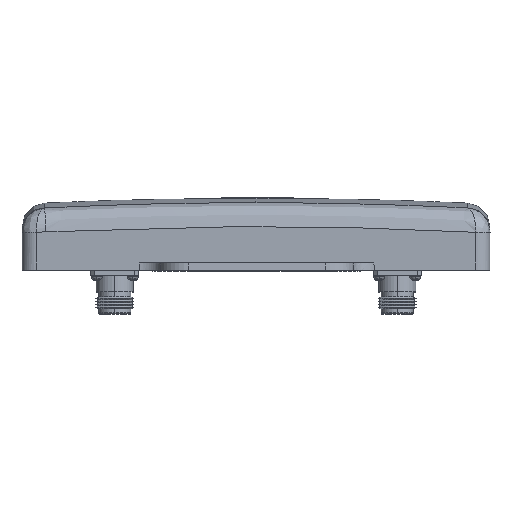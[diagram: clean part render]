
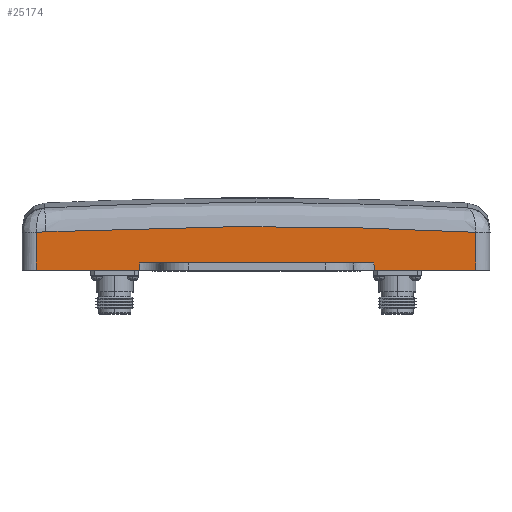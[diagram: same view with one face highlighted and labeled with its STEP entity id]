
A CAD part, top view. The second image highlights one B-rep face of the part: STEP entity #25174.
In plain terms, the highlighted planar face has unit normal (0, 0, 1).
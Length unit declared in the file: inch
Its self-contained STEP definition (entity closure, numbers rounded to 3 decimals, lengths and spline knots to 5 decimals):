
#141 = VECTOR ( 'NONE', #26181, 39.37008 ) ;
#532 = VECTOR ( 'NONE', #16685, 39.37008 ) ;
#685 = B_SPLINE_CURVE_WITH_KNOTS ( 'NONE', 3,
 ( #23532, #6082, #11117, #28553 ),
 .UNSPECIFIED., .F., .F.,
 ( 4, 4 ),
 ( 0., 1. ),
 .UNSPECIFIED. ) ;
#1165 = VERTEX_POINT ( 'NONE', #23403 ) ;
#1669 = VERTEX_POINT ( 'NONE', #23116 ) ;
#2222 = CARTESIAN_POINT ( 'NONE',  ( -1.91664, -0.07874, 3.84843 ) ) ;
#3075 = LINE ( 'NONE', #24432, #22193 ) ;
#3637 = ORIENTED_EDGE ( 'NONE', *, *, #16123, .T. ) ;
#3676 = CARTESIAN_POINT ( 'NONE',  ( -2.27799, 0.61179, 3.84843 ) ) ;
#4035 = CARTESIAN_POINT ( 'NONE',  ( 1.93995, 0.03937, 3.84843 ) ) ;
#4208 = VERTEX_POINT ( 'NONE', #25272 ) ;
#4469 = DIRECTION ( 'NONE',  ( 1., 0., 0. ) ) ;
#5198 = LINE ( 'NONE', #18955, #5978 ) ;
#5221 = CARTESIAN_POINT ( 'NONE',  ( -3.84843, 0., 3.84843 ) ) ;
#5978 = VECTOR ( 'NONE', #21464, 39.37008 ) ;
#6070 = CARTESIAN_POINT ( 'NONE',  ( 3.6122, 0., 3.84843 ) ) ;
#6082 = CARTESIAN_POINT ( 'NONE',  ( -3.50715, 0.55, 3.84843 ) ) ;
#7252 = CARTESIAN_POINT ( 'NONE',  ( -3.45472, 0.55264, 3.84843 ) ) ;
#7552 = LINE ( 'NONE', #23666, #141 ) ;
#7719 = PLANE ( 'NONE',  #30877 ) ;
#8445 = VERTEX_POINT ( 'NONE', #19294 ) ;
#8997 = EDGE_CURVE ( 'NONE', #23221, #1669, #18393, .T. ) ;
#9285 = ORIENTED_EDGE ( 'NONE', *, *, #15980, .T. ) ;
#9498 = ORIENTED_EDGE ( 'NONE', *, *, #21521, .F. ) ;
#10233 = DIRECTION ( 'NONE',  ( 0., 0., 1. ) ) ;
#10290 = B_SPLINE_CURVE_WITH_KNOTS ( 'NONE', 3,
 ( #21151, #3676, #26160, #11219, #28658, #13740 ),
 .UNSPECIFIED., .F., .F.,
 ( 4, 2, 4 ),
 ( 0., 0.5, 1. ),
 .UNSPECIFIED. ) ;
#10404 = ORIENTED_EDGE ( 'NONE', *, *, #8997, .T. ) ;
#11117 = CARTESIAN_POINT ( 'NONE',  ( -3.55964, 0.5473, 3.84843 ) ) ;
#11219 = CARTESIAN_POINT ( 'NONE',  ( 1.25728, 0.63658, 3.84843 ) ) ;
#11223 = EDGE_LOOP ( 'NONE', ( #10404, #17698, #20211, #13779, #9285, #9498, #21792, #3637, #12489 ) ) ;
#12489 = ORIENTED_EDGE ( 'NONE', *, *, #21418, .T. ) ;
#12548 = VECTOR ( 'NONE', #22180, 39.37008 ) ;
#12586 = EDGE_CURVE ( 'NONE', #1669, #16164, #3075, .T. ) ;
#13708 = CARTESIAN_POINT ( 'NONE',  ( -1.91664, -0.07874, 3.84843 ) ) ;
#13740 = CARTESIAN_POINT ( 'NONE',  ( 3.6122, 0.54452, 3.84842 ) ) ;
#13779 = ORIENTED_EDGE ( 'NONE', *, *, #19362, .T. ) ;
#13822 = LINE ( 'NONE', #4035, #532 ) ;
#14196 = VECTOR ( 'NONE', #28543, 39.37008 ) ;
#15667 = EDGE_CURVE ( 'NONE', #16164, #22408, #13822, .T. ) ;
#15980 = EDGE_CURVE ( 'NONE', #1165, #8445, #20831, .T. ) ;
#16123 = EDGE_CURVE ( 'NONE', #4208, #25978, #5198, .T. ) ;
#16164 = VERTEX_POINT ( 'NONE', #26473 ) ;
#16685 = DIRECTION ( 'NONE',  ( 0.036, -0.999, 0. ) ) ;
#17698 = ORIENTED_EDGE ( 'NONE', *, *, #12586, .T. ) ;
#18393 = LINE ( 'NONE', #2222, #12548 ) ;
#18955 = CARTESIAN_POINT ( 'NONE',  ( -3.6122, 0., 3.84843 ) ) ;
#19294 = CARTESIAN_POINT ( 'NONE',  ( 3.6122, 0.54452, 3.84842 ) ) ;
#19362 = EDGE_CURVE ( 'NONE', #22408, #1165, #7552, .T. ) ;
#20010 = VECTOR ( 'NONE', #28010, 39.37008 ) ;
#20211 = ORIENTED_EDGE ( 'NONE', *, *, #15667, .T. ) ;
#20831 = LINE ( 'NONE', #6070, #14196 ) ;
#21100 = FACE_OUTER_BOUND ( 'NONE', #11223, .T. ) ;
#21151 = CARTESIAN_POINT ( 'NONE',  ( -3.45472, 0.55264, 3.84843 ) ) ;
#21418 = EDGE_CURVE ( 'NONE', #25978, #23221, #26650, .T. ) ;
#21464 = DIRECTION ( 'NONE',  ( 0., -1., 0. ) ) ;
#21521 = EDGE_CURVE ( 'NONE', #25756, #8445, #10290, .T. ) ;
#21792 = ORIENTED_EDGE ( 'NONE', *, *, #22721, .T. ) ;
#22180 = DIRECTION ( 'NONE',  ( 0.036, 0.999, 0. ) ) ;
#22193 = VECTOR ( 'NONE', #4469, 39.37008 ) ;
#22408 = VERTEX_POINT ( 'NONE', #26520 ) ;
#22721 = EDGE_CURVE ( 'NONE', #25756, #4208, #685, .T. ) ;
#23116 = CARTESIAN_POINT ( 'NONE',  ( -1.91239, 0.03937, 3.84843 ) ) ;
#23202 = CARTESIAN_POINT ( 'NONE',  ( -3.84843, -0.07874, 3.84843 ) ) ;
#23221 = VERTEX_POINT ( 'NONE', #13708 ) ;
#23403 = CARTESIAN_POINT ( 'NONE',  ( 3.6122, -0.07874, 3.84843 ) ) ;
#23532 = CARTESIAN_POINT ( 'NONE',  ( -3.45472, 0.55264, 3.84843 ) ) ;
#23666 = CARTESIAN_POINT ( 'NONE',  ( -3.84843, -0.07874, 3.84843 ) ) ;
#24432 = CARTESIAN_POINT ( 'NONE',  ( -3.84843, 0.03937, 3.84843 ) ) ;
#25174 = ADVANCED_FACE ( 'NONE', ( #21100 ), #7719, .T. ) ;
#25272 = CARTESIAN_POINT ( 'NONE',  ( -3.6122, 0.54453, 3.84842 ) ) ;
#25756 = VERTEX_POINT ( 'NONE', #7252 ) ;
#25978 = VERTEX_POINT ( 'NONE', #30575 ) ;
#26160 = CARTESIAN_POINT ( 'NONE',  ( -1.09957, 0.63917, 3.84843 ) ) ;
#26181 = DIRECTION ( 'NONE',  ( 1., 0., 0. ) ) ;
#26473 = CARTESIAN_POINT ( 'NONE',  ( 1.93995, 0.03937, 3.84843 ) ) ;
#26520 = CARTESIAN_POINT ( 'NONE',  ( 1.9442, -0.07874, 3.84843 ) ) ;
#26650 = LINE ( 'NONE', #23202, #20010 ) ;
#27687 = DIRECTION ( 'NONE',  ( 1., 0., 0. ) ) ;
#28010 = DIRECTION ( 'NONE',  ( 1., 0., 0. ) ) ;
#28543 = DIRECTION ( 'NONE',  ( 0., 1., 0. ) ) ;
#28553 = CARTESIAN_POINT ( 'NONE',  ( -3.6122, 0.54453, 3.84842 ) ) ;
#28658 = CARTESIAN_POINT ( 'NONE',  ( 2.43562, 0.60652, 3.84843 ) ) ;
#30575 = CARTESIAN_POINT ( 'NONE',  ( -3.6122, -0.07874, 3.84843 ) ) ;
#30877 = AXIS2_PLACEMENT_3D ( 'NONE', #5221, #10233, #27687 ) ;
